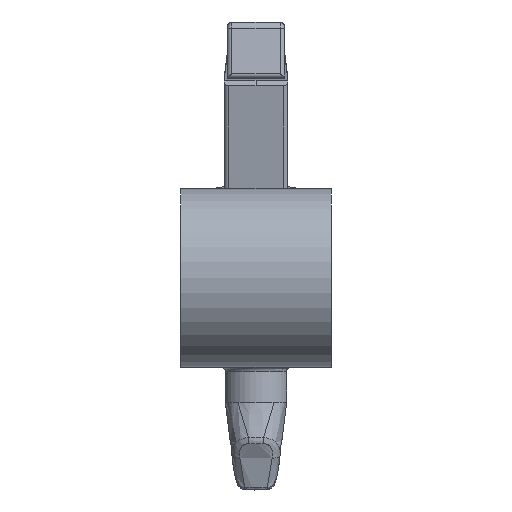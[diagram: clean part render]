
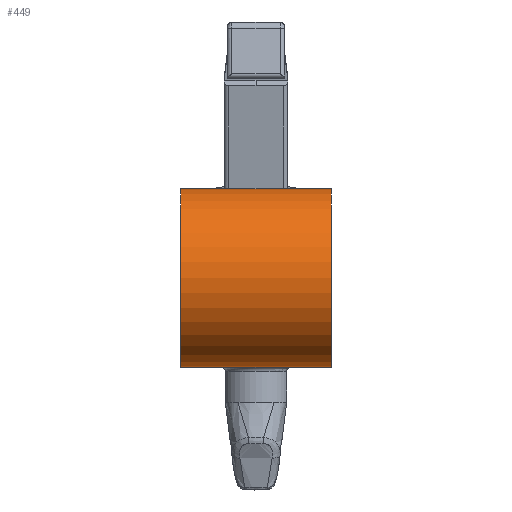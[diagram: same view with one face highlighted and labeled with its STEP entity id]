
A CAD part, left-side view. The second image highlights one B-rep face of the part: STEP entity #449.
In plain terms, the highlighted cylindrical face has radius 9.398 mm (diameter 18.796 mm), a partial arc.
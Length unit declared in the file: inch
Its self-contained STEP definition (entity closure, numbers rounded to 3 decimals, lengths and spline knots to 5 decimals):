
#193=CYLINDRICAL_SURFACE('',#3966,0.37);
#286=CIRCLE('',#3954,0.37);
#291=CIRCLE('',#3965,0.37);
#449=ADVANCED_FACE('',(#757),#193,.T.);
#757=FACE_OUTER_BOUND('',#986,.T.);
#986=EDGE_LOOP('',(#1891,#1892,#1893,#1894));
#1309=LINE('',#5930,#1548);
#1321=LINE('',#6012,#1560);
#1548=VECTOR('',#4425,1.);
#1560=VECTOR('',#4477,1.);
#1891=ORIENTED_EDGE('',*,*,#3327,.F.);
#1892=ORIENTED_EDGE('',*,*,#3361,.T.);
#1893=ORIENTED_EDGE('',*,*,#3358,.F.);
#1894=ORIENTED_EDGE('',*,*,#3344,.F.);
#2970=VERTEX_POINT('',#5925);
#2972=VERTEX_POINT('',#5929);
#2983=VERTEX_POINT('',#5990);
#2991=VERTEX_POINT('',#6013);
#3327=EDGE_CURVE('',#2972,#2970,#1309,.T.);
#3344=EDGE_CURVE('',#2970,#2983,#286,.T.);
#3358=EDGE_CURVE('',#2983,#2991,#1321,.T.);
#3361=EDGE_CURVE('',#2972,#2991,#291,.T.);
#3954=AXIS2_PLACEMENT_3D('',#5989,#4452,#4453);
#3965=AXIS2_PLACEMENT_3D('',#6018,#4482,#4483);
#3966=AXIS2_PLACEMENT_3D('',#6019,#4484,#4485);
#4425=DIRECTION('',(0.,-1.,0.));
#4452=DIRECTION('',(0.,-1.,0.));
#4453=DIRECTION('',(0.,0.,-1.));
#4477=DIRECTION('',(0.,1.,0.));
#4482=DIRECTION('',(0.,-1.,0.));
#4483=DIRECTION('',(0.,0.,-1.));
#4484=DIRECTION('',(0.,-1.,0.));
#4485=DIRECTION('',(0.,0.,-1.));
#5925=CARTESIAN_POINT('',(0.99,0.,0.37));
#5929=CARTESIAN_POINT('',(0.99,0.625,0.37));
#5930=CARTESIAN_POINT('',(0.99,0.15625,0.37));
#5989=CARTESIAN_POINT('',(0.62,0.,0.37));
#5990=CARTESIAN_POINT('',(0.62,0.,0.));
#6012=CARTESIAN_POINT('',(0.62,0.15625,0.));
#6013=CARTESIAN_POINT('',(0.62,0.625,0.));
#6018=CARTESIAN_POINT('',(0.62,0.625,0.37));
#6019=CARTESIAN_POINT('',(0.62,0.15625,0.37));
